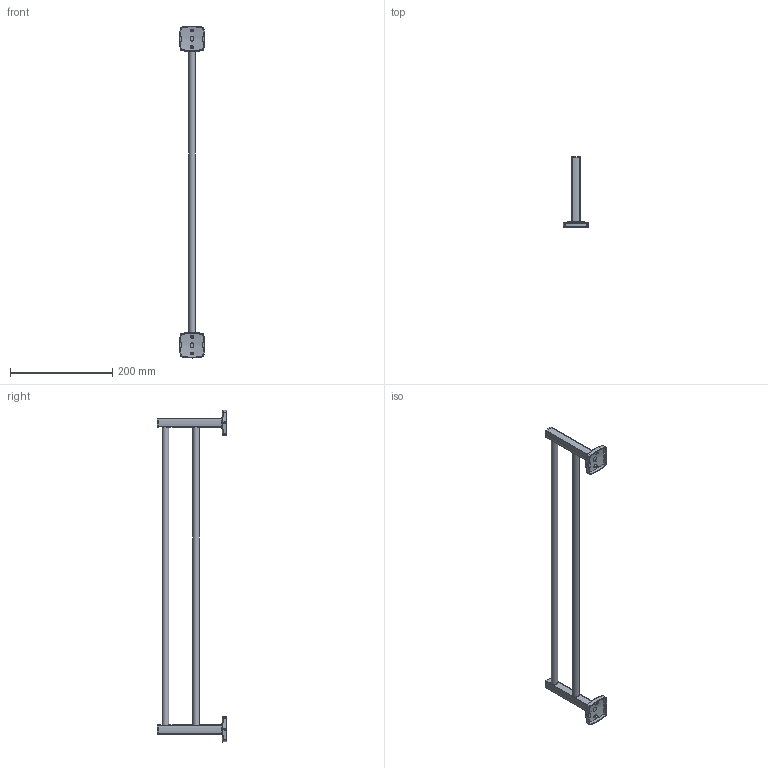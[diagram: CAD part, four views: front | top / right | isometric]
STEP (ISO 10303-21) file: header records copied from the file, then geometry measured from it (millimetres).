
FILE_DESCRIPTION(/* description */ (''),/* implementation_level */ '2;1');
FILE_NAME(/* name */ 'VY6 3D.stp',/* time_stamp */ '2021-03-15T14:24:05-04:00',/* author */ ('fbrousse'),/* organization */ (''),/* preprocessor_version */ 'ST-DEVELOPER v17',/* originating_system */ 'Autodesk Inventor 2018',/* authorisation */ '');
FILE_SCHEMA (('CONFIG_CONTROL_DESIGN'));
Length unit declared in the file: millimetre
Products named in the file (4): VY6; 028-269; 040-223; 049-205
Assembly tree (6 placements, depth 2):
  VY6
    028-269  x2
    040-223  x2
    049-205  x2
Bounding box: 49.96 x 136.81 x 649.07 mm (x, y, z)
Volume: 60546.9 mm3; surface area: 140215.2 mm2
Topology: 8 solids, 8 shells, 270 faces, 618 edges, 374 vertices
Faces by surface type: cylinder 86, torus 80, bspline 50, plane 40, cone 8, sphere 6
Full cylindrical faces by diameter (mm): 4.2 x2, 12 x2, 13 x2, 13.2 x4
Entity records: 8425 total; most frequent: CARTESIAN_POINT 5263, DIRECTION 659, ORIENTED_EDGE 618, EDGE_CURVE 309, AXIS2_PLACEMENT_3D 293, VERTEX_POINT 187, CIRCLE 173, EDGE_LOOP 150
